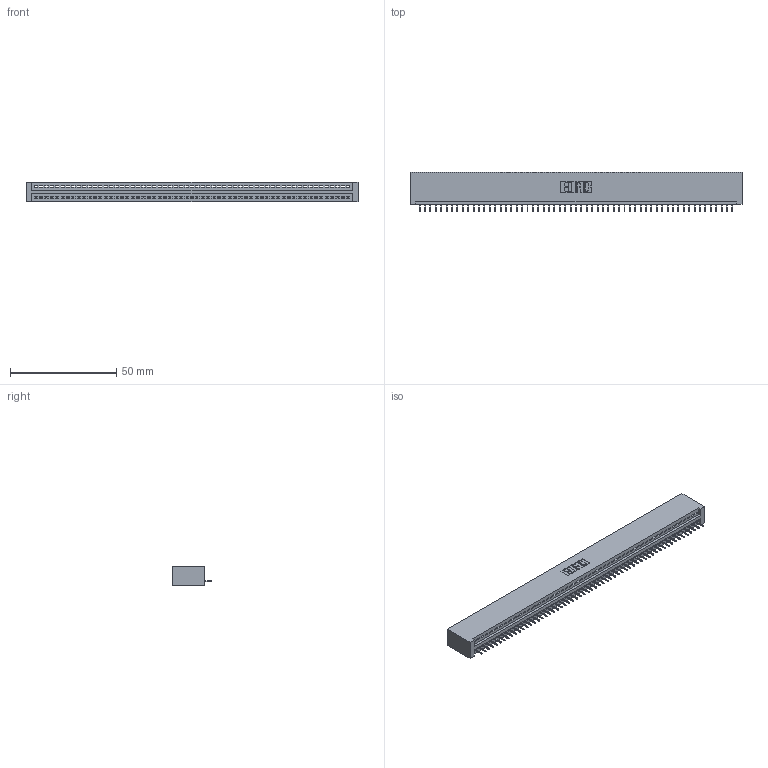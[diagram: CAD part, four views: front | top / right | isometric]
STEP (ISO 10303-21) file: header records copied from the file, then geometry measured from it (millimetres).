
FILE_DESCRIPTION (( 'STEP AP203' ), '1' );
FILE_NAME ('845-059-525-101.STEP', '2020-09-23T14:28:25', ( '' ), ( '' ), 'SwSTEP 2.0', 'SolidWorks 2020', '' );
FILE_SCHEMA (( 'CONFIG_CONTROL_DESIGN' ));
Length unit declared in the file: inch
Products named in the file (3): 845-059-525-101; 345-292-001_345-293-125; 845 Part_No Mounting Lugs
Assembly tree (60 placements, depth 2):
  845-059-525-101
    845 Part_No Mounting Lugs
    345-292-001_345-293-125  x59
Bounding box: 156.46 x 18.72 x 9.4 mm (x, y, z)
Volume: 15343.8 mm3; surface area: 20008.4 mm2
Topology: 60 solids, 60 shells, 3776 faces, 10937 edges, 7054 vertices
Faces by surface type: plane 2790, cylinder 986
Entity records: 41913 total; most frequent: CARTESIAN_POINT 7265, ORIENTED_EDGE 7258, DIRECTION 6315, EDGE_CURVE 3629, VECTOR 3273, LINE 3273, VERTEX_POINT 2414, AXIS2_PLACEMENT_3D 1521
